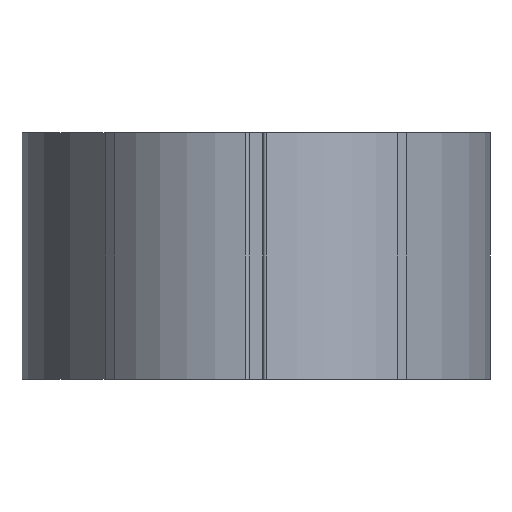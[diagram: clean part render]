
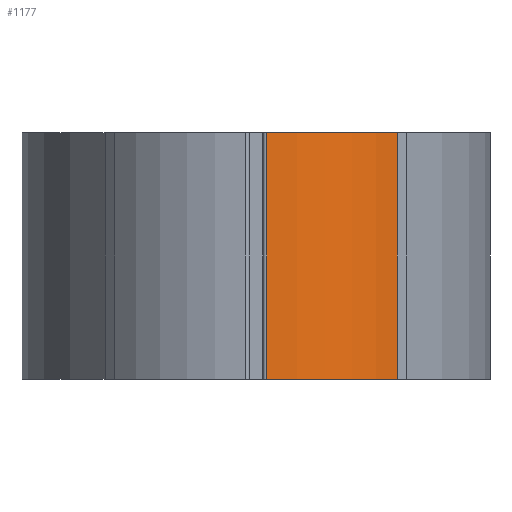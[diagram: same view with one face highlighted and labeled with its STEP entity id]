
A CAD part, front view. The second image highlights one B-rep face of the part: STEP entity #1177.
In plain terms, the highlighted cylindrical face has radius 7.375 mm (diameter 14.75 mm), a partial arc.
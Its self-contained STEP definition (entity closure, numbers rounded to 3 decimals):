
#10 = VERTEX_POINT ( 'NONE', #1229 ) ;
#20 = VERTEX_POINT ( 'NONE', #1238 ) ;
#62 = VERTEX_POINT ( 'NONE', #1276 ) ;
#249 = ORIENTED_EDGE ( 'NONE', *, *, #663, .F. ) ;
#250 = ORIENTED_EDGE ( 'NONE', *, *, #589, .T. ) ;
#279 = LINE ( 'NONE', #1342, #484 ) ;
#457 = ORIENTED_EDGE ( 'NONE', *, *, #704, .T. ) ;
#460 = ORIENTED_EDGE ( 'NONE', *, *, #623, .F. ) ;
#484 = VECTOR ( 'NONE', #1343, 1000. ) ;
#531 = CIRCLE ( 'NONE', #1023, 7.375 ) ;
#548 = EDGE_LOOP ( 'NONE', ( #249, #250, #460, #457 ) ) ;
#589 = EDGE_CURVE ( 'NONE', #20, #10, #279, .T. ) ;
#623 = EDGE_CURVE ( 'NONE', #1214, #10, #531, .T. ) ;
#663 = EDGE_CURVE ( 'NONE', #20, #62, #743, .T. ) ;
#704 = EDGE_CURVE ( 'NONE', #1214, #62, #800, .T. ) ;
#743 = CIRCLE ( 'NONE', #1050, 7.375 ) ;
#800 = LINE ( 'NONE', #1627, #811 ) ;
#811 = VECTOR ( 'NONE', #1630, 1000. ) ;
#942 = FACE_OUTER_BOUND ( 'NONE', #548, .T. ) ;
#944 = CYLINDRICAL_SURFACE ( 'NONE', #1113, 7.375 ) ;
#1023 = AXIS2_PLACEMENT_3D ( 'NONE', #1417, #1428, #1429 ) ;
#1050 = AXIS2_PLACEMENT_3D ( 'NONE', #1526, #1536, #1537 ) ;
#1113 = AXIS2_PLACEMENT_3D ( 'NONE', #1849, #1848, #1847 ) ;
#1177 = ADVANCED_FACE ( 'NONE', ( #942 ), #944, .T. ) ;
#1214 = VERTEX_POINT ( 'NONE', #1909 ) ;
#1229 = CARTESIAN_POINT ( 'NONE',  ( 0.433, -19.987, -5. ) ) ;
#1238 = CARTESIAN_POINT ( 'NONE',  ( 0.433, -19.987, 5. ) ) ;
#1276 = CARTESIAN_POINT ( 'NONE',  ( 5.727, -17.271, 5. ) ) ;
#1342 = CARTESIAN_POINT ( 'NONE',  ( 0.433, -19.987, 5. ) ) ;
#1343 = DIRECTION ( 'NONE',  ( 0., 0., -1. ) ) ;
#1417 = CARTESIAN_POINT ( 'NONE',  ( 0., -12.625, -5. ) ) ;
#1428 = DIRECTION ( 'NONE',  ( 0., 0., -1. ) ) ;
#1429 = DIRECTION ( 'NONE',  ( 1., 0., 0. ) ) ;
#1526 = CARTESIAN_POINT ( 'NONE',  ( 0., -12.625, 5. ) ) ;
#1536 = DIRECTION ( 'NONE',  ( 0., 0., 1. ) ) ;
#1537 = DIRECTION ( 'NONE',  ( 1., 0., 0. ) ) ;
#1627 = CARTESIAN_POINT ( 'NONE',  ( 5.727, -17.271, -40.089 ) ) ;
#1630 = DIRECTION ( 'NONE',  ( 0., 0., 1. ) ) ;
#1847 = DIRECTION ( 'NONE',  ( 1., 0., 0. ) ) ;
#1848 = DIRECTION ( 'NONE',  ( 0., 0., 1. ) ) ;
#1849 = CARTESIAN_POINT ( 'NONE',  ( 0., -12.625, -40.089 ) ) ;
#1909 = CARTESIAN_POINT ( 'NONE',  ( 5.727, -17.271, -5. ) ) ;
